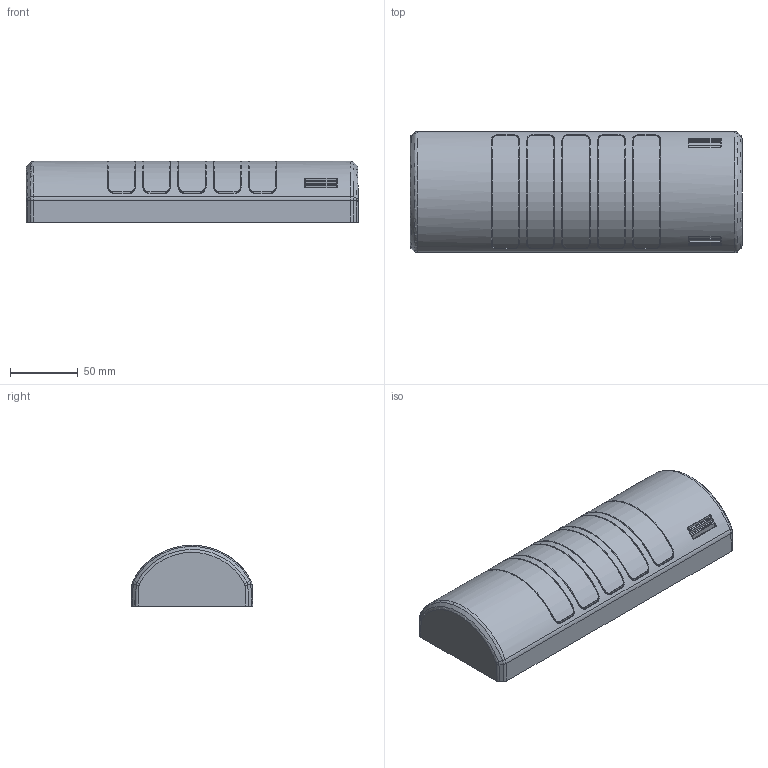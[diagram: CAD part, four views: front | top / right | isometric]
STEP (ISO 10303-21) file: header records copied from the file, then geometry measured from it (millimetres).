
FILE_DESCRIPTION(/* description */ (''),/* implementation_level */ '2;1');
FILE_NAME(/* name */ 'HD5.stp',/* time_stamp */ '2014-05-28T09:40:11+02:00',/* author */ (''),/* organization */ (''),/* preprocessor_version */ 'ST-DEVELOPER v11',/* originating_system */ 'SIEMENS PLM Software NX 7.5',/* authorisation */ '');
FILE_SCHEMA (('AUTOMOTIVE_DESIGN { 1 0 10303 214 1 1 1 1 }'));
Products named in the file (1): m.neE6739nom
Bounding box: 245.7 x 90 x 45.5 mm (x, y, z)
Volume: 739730.8 mm3; surface area: 86399 mm2
Topology: 1 solids, 2 shells, 710 faces, 1819 edges, 1152 vertices
Faces by surface type: plane 305, cylinder 187, bspline 99, extrusion 58, torus 38, cone 23
Full cylindrical faces by diameter (mm): 4.2 x2, 7 x2, 17.5 x1
Entity records: 44161 total; most frequent: CARTESIAN_POINT 28582, ORIENTED_EDGE 3624, DIRECTION 2084, EDGE_CURVE 1812, VERTEX_POINT 1151, B_SPLINE_CURVE_WITH_KNOTS 1101, EDGE_LOOP 755, AXIS2_PLACEMENT_3D 726
